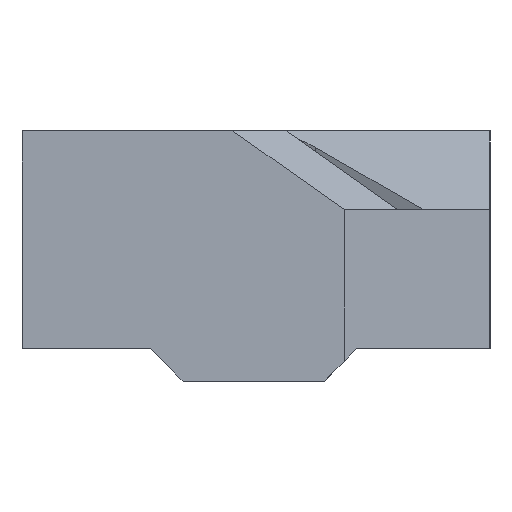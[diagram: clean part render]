
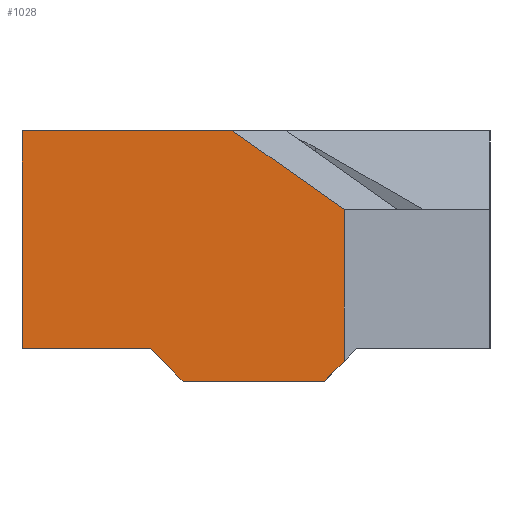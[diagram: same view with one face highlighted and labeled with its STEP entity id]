
A CAD part, left-side view. The second image highlights one B-rep face of the part: STEP entity #1028.
In plain terms, the highlighted planar face has unit normal (-1, 0, 0).
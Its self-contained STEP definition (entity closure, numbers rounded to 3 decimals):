
#79=FACE_OUTER_BOUND('',#135,.T.);
#135=EDGE_LOOP('',(#825,#826,#827,#828,#829,#830,#831,#832));
#166=LINE('',#1423,#292);
#173=LINE('',#1437,#299);
#193=LINE('',#1484,#319);
#255=LINE('',#1611,#381);
#261=LINE('',#1626,#387);
#262=LINE('',#1628,#388);
#263=LINE('',#1630,#389);
#264=LINE('',#1631,#390);
#292=VECTOR('',#1147,10.);
#299=VECTOR('',#1158,10.);
#319=VECTOR('',#1192,10.);
#381=VECTOR('',#1294,10.);
#387=VECTOR('',#1308,10.);
#388=VECTOR('',#1309,10.);
#389=VECTOR('',#1310,10.);
#390=VECTOR('',#1311,10.);
#418=VERTEX_POINT('',#1421);
#419=VERTEX_POINT('',#1422);
#424=VERTEX_POINT('',#1436);
#444=VERTEX_POINT('',#1482);
#488=VERTEX_POINT('',#1608);
#489=VERTEX_POINT('',#1610);
#495=VERTEX_POINT('',#1627);
#496=VERTEX_POINT('',#1629);
#516=EDGE_CURVE('',#418,#419,#166,.T.);
#523=EDGE_CURVE('',#419,#424,#173,.T.);
#547=EDGE_CURVE('',#444,#418,#193,.T.);
#611=EDGE_CURVE('',#489,#488,#255,.T.);
#619=EDGE_CURVE('',#489,#444,#261,.T.);
#620=EDGE_CURVE('',#495,#488,#262,.T.);
#621=EDGE_CURVE('',#496,#495,#263,.T.);
#622=EDGE_CURVE('',#424,#496,#264,.T.);
#825=ORIENTED_EDGE('',*,*,#516,.F.);
#826=ORIENTED_EDGE('',*,*,#547,.F.);
#827=ORIENTED_EDGE('',*,*,#619,.F.);
#828=ORIENTED_EDGE('',*,*,#611,.T.);
#829=ORIENTED_EDGE('',*,*,#620,.F.);
#830=ORIENTED_EDGE('',*,*,#621,.F.);
#831=ORIENTED_EDGE('',*,*,#622,.F.);
#832=ORIENTED_EDGE('',*,*,#523,.F.);
#984=PLANE('',#1102);
#1028=ADVANCED_FACE('',(#79),#984,.T.);
#1102=AXIS2_PLACEMENT_3D('',#1625,#1306,#1307);
#1147=DIRECTION('',(0.,-0.816,-0.577));
#1158=DIRECTION('',(0.,0.,-1.));
#1192=DIRECTION('',(0.,-1.,0.));
#1294=DIRECTION('',(0.,-1.,0.));
#1306=DIRECTION('center_axis',(-1.,0.,0.));
#1307=DIRECTION('ref_axis',(0.,-1.,0.));
#1308=DIRECTION('',(0.,0.,1.));
#1309=DIRECTION('',(0.,0.707,0.707));
#1310=DIRECTION('',(0.,1.,0.));
#1311=DIRECTION('',(0.,0.707,-0.707));
#1421=CARTESIAN_POINT('',(-27.,11.098,9.4));
#1422=CARTESIAN_POINT('',(-27.,6.29,6.));
#1423=CARTESIAN_POINT('',(-27.,7.857,7.108));
#1436=CARTESIAN_POINT('',(-27.,6.29,-0.54));
#1437=CARTESIAN_POINT('',(-27.,6.29,0.));
#1482=CARTESIAN_POINT('',(-27.,20.2,9.4));
#1484=CARTESIAN_POINT('',(-27.,20.2,9.4));
#1608=CARTESIAN_POINT('',(-27.,14.65,0.));
#1610=CARTESIAN_POINT('',(-27.,20.2,0.));
#1611=CARTESIAN_POINT('',(-27.,20.2,0.));
#1625=CARTESIAN_POINT('Origin',(-27.,20.2,0.));
#1626=CARTESIAN_POINT('',(-27.,20.2,0.));
#1627=CARTESIAN_POINT('',(-27.,13.25,-1.4));
#1628=CARTESIAN_POINT('',(-27.,13.363,-1.288));
#1629=CARTESIAN_POINT('',(-27.,7.15,-1.4));
#1630=CARTESIAN_POINT('',(-27.,11.725,-1.4));
#1631=CARTESIAN_POINT('',(-27.,7.737,-1.988));
